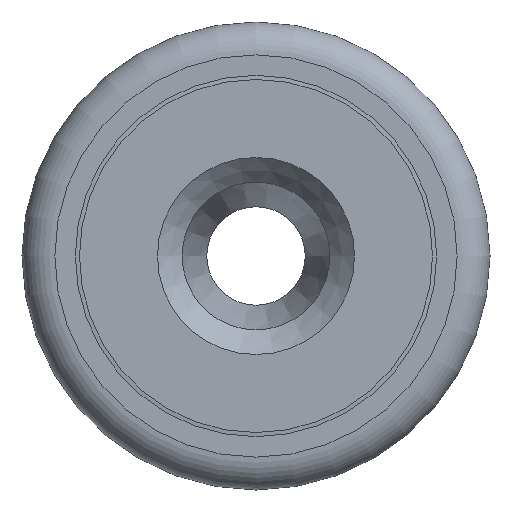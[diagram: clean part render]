
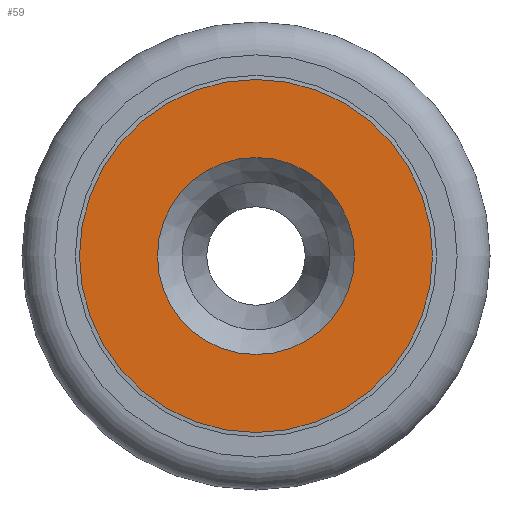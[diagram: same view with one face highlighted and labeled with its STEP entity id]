
A CAD part, left-side view. The second image highlights one B-rep face of the part: STEP entity #59.
In plain terms, the highlighted planar face has unit normal (-1, 0, 0).
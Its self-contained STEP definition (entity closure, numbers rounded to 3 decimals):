
#59=ADVANCED_FACE('',(#100,#101),#89,.T.);
#89=PLANE('',#376);
#100=FACE_BOUND('',#160,.T.);
#101=FACE_BOUND('',#161,.T.);
#160=EDGE_LOOP('',(#220));
#161=EDGE_LOOP('',(#221));
#220=ORIENTED_EDGE('',*,*,#310,.T.);
#221=ORIENTED_EDGE('',*,*,#311,.F.);
#280=VERTEX_POINT('',#564);
#281=VERTEX_POINT('',#566);
#310=EDGE_CURVE('',#280,#280,#340,.T.);
#311=EDGE_CURVE('',#281,#281,#341,.T.);
#340=CIRCLE('',#374,2.15);
#341=CIRCLE('',#375,1.2);
#374=AXIS2_PLACEMENT_3D('',#563,#445,#446);
#375=AXIS2_PLACEMENT_3D('',#565,#447,#448);
#376=AXIS2_PLACEMENT_3D('',#567,#449,#450);
#445=DIRECTION('',(-1.,0.,0.));
#446=DIRECTION('',(0.,-1.,0.));
#447=DIRECTION('',(-1.,0.,0.));
#448=DIRECTION('',(0.,-1.,0.));
#449=DIRECTION('',(-1.,0.,0.));
#450=DIRECTION('',(0.,0.,-1.));
#563=CARTESIAN_POINT('',(-6.5,0.,0.));
#564=CARTESIAN_POINT('',(-6.5,-2.15,0.));
#565=CARTESIAN_POINT('',(-6.5,0.,0.));
#566=CARTESIAN_POINT('',(-6.5,-1.2,0.));
#567=CARTESIAN_POINT('',(-6.5,2.58,2.58));
